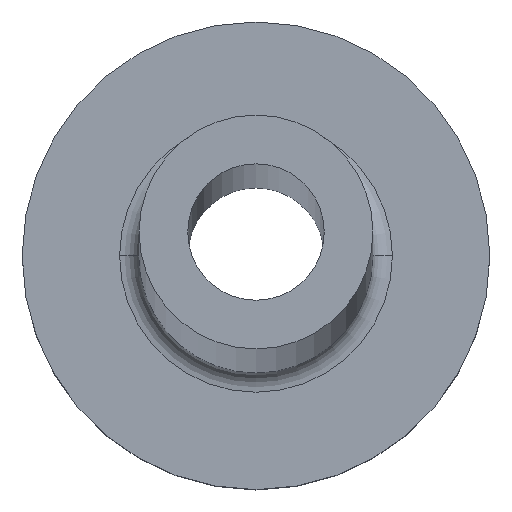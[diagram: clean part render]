
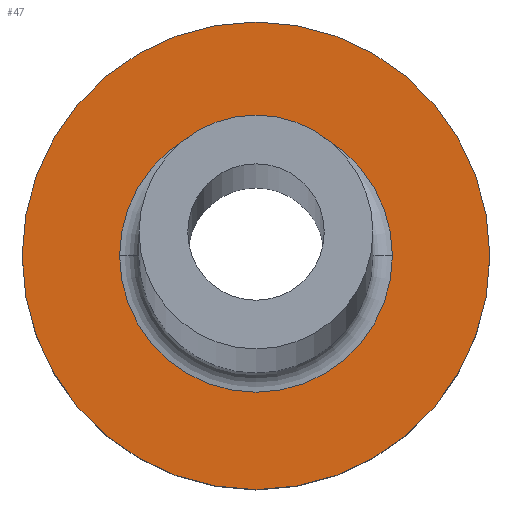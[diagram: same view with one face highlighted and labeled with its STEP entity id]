
A CAD part, top view. The second image highlights one B-rep face of the part: STEP entity #47.
In plain terms, the highlighted planar face has unit normal (0, 0, 1).
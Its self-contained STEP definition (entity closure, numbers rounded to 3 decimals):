
#2 = CARTESIAN_POINT ( 'NONE',  ( 3.5, 0., 5. ) ) ;
#7 = DIRECTION ( 'NONE',  ( 0., 0., -1. ) ) ;
#9 = CARTESIAN_POINT ( 'NONE',  ( -3.5, 0., 5. ) ) ;
#21 = EDGE_CURVE ( 'NONE', #274, #143, #153, .T. ) ;
#22 = ORIENTED_EDGE ( 'NONE', *, *, #21, .T. ) ;
#28 = FACE_BOUND ( 'NONE', #169, .T. ) ;
#34 = CARTESIAN_POINT ( 'NONE',  ( 0., 0., 5. ) ) ;
#36 = CARTESIAN_POINT ( 'NONE',  ( 0., 0., 5. ) ) ;
#47 = ADVANCED_FACE ( 'NONE', ( #28, #298 ), #263, .T. ) ;
#51 = AXIS2_PLACEMENT_3D ( 'NONE', #355, #7, #123 ) ;
#57 = VERTEX_POINT ( 'NONE', #2 ) ;
#58 = DIRECTION ( 'NONE',  ( 0., 0., 1. ) ) ;
#69 = CIRCLE ( 'NONE', #198, 3.5 ) ;
#73 = EDGE_CURVE ( 'NONE', #57, #118, #145, .T. ) ;
#82 = ORIENTED_EDGE ( 'NONE', *, *, #362, .T. ) ;
#88 = DIRECTION ( 'NONE',  ( 0., 0., 1. ) ) ;
#100 = DIRECTION ( 'NONE',  ( 0., 0., 1. ) ) ;
#118 = VERTEX_POINT ( 'NONE', #9 ) ;
#122 = DIRECTION ( 'NONE',  ( 1., 0., 0. ) ) ;
#123 = DIRECTION ( 'NONE',  ( 1., 0., 0. ) ) ;
#143 = VERTEX_POINT ( 'NONE', #152 ) ;
#145 = CIRCLE ( 'NONE', #51, 3.5 ) ;
#152 = CARTESIAN_POINT ( 'NONE',  ( -6., 0., 5. ) ) ;
#153 = CIRCLE ( 'NONE', #172, 6. ) ;
#158 = DIRECTION ( 'NONE',  ( 1., 0., 0. ) ) ;
#162 = EDGE_CURVE ( 'NONE', #143, #274, #174, .T. ) ;
#165 = AXIS2_PLACEMENT_3D ( 'NONE', #34, #58, #122 ) ;
#169 = EDGE_LOOP ( 'NONE', ( #318, #82 ) ) ;
#172 = AXIS2_PLACEMENT_3D ( 'NONE', #177, #88, #288 ) ;
#174 = CIRCLE ( 'NONE', #253, 6. ) ;
#177 = CARTESIAN_POINT ( 'NONE',  ( 0., 0., 5. ) ) ;
#198 = AXIS2_PLACEMENT_3D ( 'NONE', #36, #302, #158 ) ;
#217 = DIRECTION ( 'NONE',  ( 1., 0., 0. ) ) ;
#253 = AXIS2_PLACEMENT_3D ( 'NONE', #322, #100, #217 ) ;
#263 = PLANE ( 'NONE',  #165 ) ;
#274 = VERTEX_POINT ( 'NONE', #278 ) ;
#278 = CARTESIAN_POINT ( 'NONE',  ( 6., 0., 5. ) ) ;
#286 = EDGE_LOOP ( 'NONE', ( #339, #22 ) ) ;
#288 = DIRECTION ( 'NONE',  ( 1., 0., 0. ) ) ;
#298 = FACE_OUTER_BOUND ( 'NONE', #286, .T. ) ;
#302 = DIRECTION ( 'NONE',  ( 0., 0., -1. ) ) ;
#318 = ORIENTED_EDGE ( 'NONE', *, *, #73, .T. ) ;
#322 = CARTESIAN_POINT ( 'NONE',  ( 0., 0., 5. ) ) ;
#339 = ORIENTED_EDGE ( 'NONE', *, *, #162, .T. ) ;
#355 = CARTESIAN_POINT ( 'NONE',  ( 0., 0., 5. ) ) ;
#362 = EDGE_CURVE ( 'NONE', #118, #57, #69, .T. ) ;
